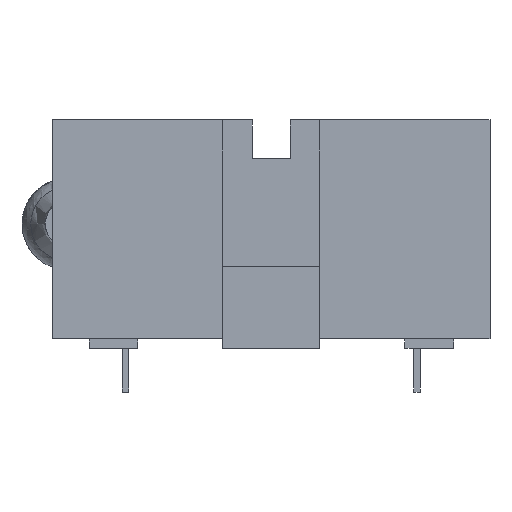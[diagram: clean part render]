
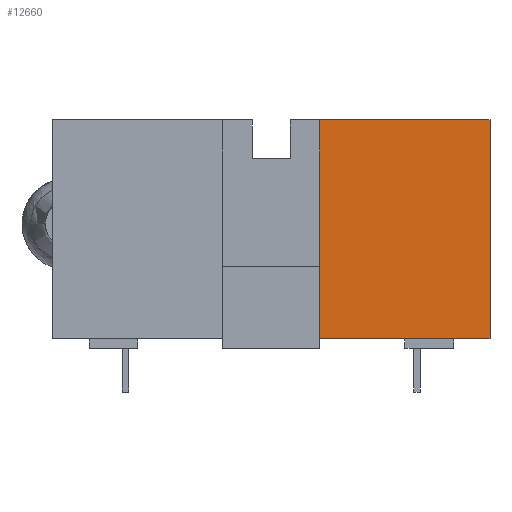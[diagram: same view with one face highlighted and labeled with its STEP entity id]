
A CAD part, front view. The second image highlights one B-rep face of the part: STEP entity #12660.
In plain terms, the highlighted planar face has unit normal (0, -1, 0).
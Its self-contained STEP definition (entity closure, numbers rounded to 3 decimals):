
#955=FACE_OUTER_BOUND('',#1732,.T.);
#1732=EDGE_LOOP('',(#11003,#11004,#11005,#11006,#11007));
#3325=LINE('',#20101,#4991);
#3333=LINE('',#20115,#4999);
#3334=LINE('',#20117,#5000);
#3335=LINE('',#20119,#5001);
#3336=LINE('',#20120,#5002);
#4991=VECTOR('',#16459,3.8);
#4999=VECTOR('',#16475,7.64);
#5000=VECTOR('',#16476,8.89);
#5001=VECTOR('',#16477,11.44);
#5002=VECTOR('',#16478,8.89);
#6134=VERTEX_POINT('',#20099);
#6135=VERTEX_POINT('',#20100);
#6137=VERTEX_POINT('',#20114);
#6138=VERTEX_POINT('',#20116);
#6139=VERTEX_POINT('',#20118);
#7771=EDGE_CURVE('',#6134,#6135,#3325,.T.);
#7779=EDGE_CURVE('',#6137,#6134,#3333,.T.);
#7780=EDGE_CURVE('',#6138,#6135,#3334,.T.);
#7781=EDGE_CURVE('',#6138,#6139,#3335,.T.);
#7782=EDGE_CURVE('',#6137,#6139,#3336,.T.);
#11003=ORIENTED_EDGE('',*,*,#7779,.T.);
#11004=ORIENTED_EDGE('',*,*,#7771,.T.);
#11005=ORIENTED_EDGE('',*,*,#7780,.F.);
#11006=ORIENTED_EDGE('',*,*,#7781,.T.);
#11007=ORIENTED_EDGE('',*,*,#7782,.F.);
#11934=PLANE('',#13485);
#12660=ADVANCED_FACE('',(#955),#11934,.T.);
#13485=AXIS2_PLACEMENT_3D('',#20113,#16473,#16474);
#16459=DIRECTION('',(0.,0.,-1.));
#16473=DIRECTION('center_axis',(0.,-1.,0.));
#16474=DIRECTION('ref_axis',(1.,0.,0.));
#16475=DIRECTION('',(0.,0.,-1.));
#16476=DIRECTION('',(-1.,0.,0.));
#16477=DIRECTION('',(0.,0.,1.));
#16478=DIRECTION('',(1.,0.,0.));
#20099=CARTESIAN_POINT('',(2.54,-29.44,4.3));
#20100=CARTESIAN_POINT('',(2.54,-29.44,0.5));
#20101=CARTESIAN_POINT('',(2.54,-29.44,1.325));
#20113=CARTESIAN_POINT('Origin',(-11.43,-29.44,0.5));
#20114=CARTESIAN_POINT('',(2.54,-29.44,11.94));
#20115=CARTESIAN_POINT('',(2.54,-29.44,1.325));
#20116=CARTESIAN_POINT('',(11.43,-29.44,0.5));
#20117=CARTESIAN_POINT('',(11.43,-29.44,0.5));
#20118=CARTESIAN_POINT('',(11.43,-29.44,11.94));
#20119=CARTESIAN_POINT('',(11.43,-29.44,0.5));
#20120=CARTESIAN_POINT('',(11.43,-29.44,11.94));
